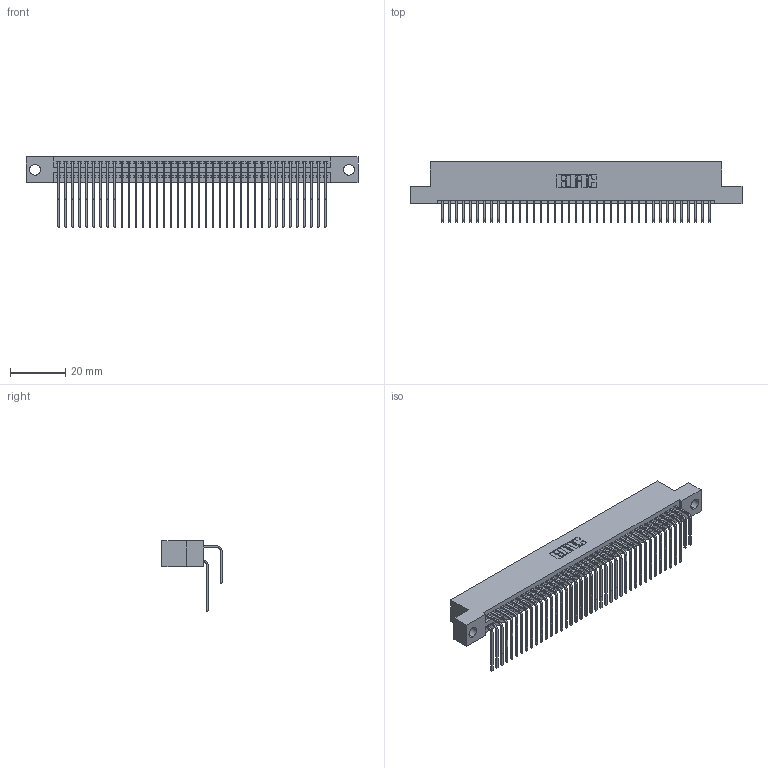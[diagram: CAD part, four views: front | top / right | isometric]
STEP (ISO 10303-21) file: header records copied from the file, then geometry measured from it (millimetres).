
FILE_DESCRIPTION (( 'STEP AP203' ), '1' );
FILE_NAME ('345-078-558-204.STEP', '2018-10-03T14:34:08', ( '' ), ( '' ), 'SwSTEP 2.0', 'SolidWorks 2016', '' );
FILE_SCHEMA (( 'CONFIG_CONTROL_DESIGN' ));
Length unit declared in the file: inch
Products named in the file (4): 345-078-558-204; 345-292-001_558 Tail - 2; 345 Part_Flush Mounting Lugs - 0.156 Dia-TH; 345-292-001_558 559 Tail - 1
Assembly tree (79 placements, depth 2):
  345-078-558-204
    345 Part_Flush Mounting Lugs - 0.156 Dia-TH
    345-292-001_558 559 Tail - 1  x39
    345-292-001_558 Tail - 2  x39
Bounding box: 120.27 x 21.83 x 25.53 mm (x, y, z)
Volume: 12017.3 mm3; surface area: 19636.5 mm2
Topology: 79 solids, 79 shells, 4182 faces, 12431 edges, 8182 vertices
Faces by surface type: plane 2810, cylinder 1372
Entity records: 32659 total; most frequent: CARTESIAN_POINT 5523, ORIENTED_EDGE 5406, DIRECTION 4847, EDGE_CURVE 2703, VECTOR 2375, LINE 2375, VERTEX_POINT 1798, AXIS2_PLACEMENT_3D 1236
